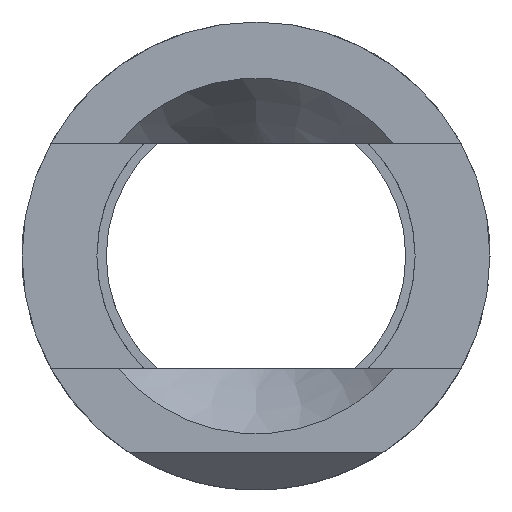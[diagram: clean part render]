
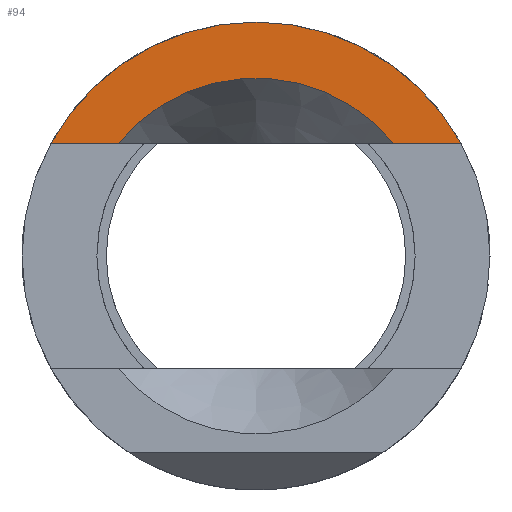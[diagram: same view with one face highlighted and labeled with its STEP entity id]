
A CAD part, left-side view. The second image highlights one B-rep face of the part: STEP entity #94.
In plain terms, the highlighted planar face has unit normal (-1, 0, 0).
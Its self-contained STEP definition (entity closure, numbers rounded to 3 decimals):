
#94 = ADVANCED_FACE( '', ( #210 ), #211, .F. );
#210 = FACE_OUTER_BOUND( '', #341, .T. );
#211 = PLANE( '', #342 );
#341 = EDGE_LOOP( '', ( #570, #571, #572, #573 ) );
#342 = AXIS2_PLACEMENT_3D( '', #574, #575, #576 );
#570 = ORIENTED_EDGE( '', *, *, #771, .T. );
#571 = ORIENTED_EDGE( '', *, *, #835, .T. );
#572 = ORIENTED_EDGE( '', *, *, #836, .F. );
#573 = ORIENTED_EDGE( '', *, *, #837, .T. );
#574 = CARTESIAN_POINT( '', ( -37.842, 12.5, 0. ) );
#575 = DIRECTION( '', ( 1., 0., 0. ) );
#576 = DIRECTION( '', ( 0., 0., -1. ) );
#771 = EDGE_CURVE( '', #900, #921, #923, .T. );
#835 = EDGE_CURVE( '', #921, #1023, #1024, .T. );
#836 = EDGE_CURVE( '', #1025, #1023, #1026, .T. );
#837 = EDGE_CURVE( '', #1025, #900, #1027, .T. );
#900 = VERTEX_POINT( '', #1152 );
#921 = VERTEX_POINT( '', #1178 );
#923 = CIRCLE( '', #1181, 12.5 );
#1023 = VERTEX_POINT( '', #1441 );
#1024 = LINE( '', #1442, #1443 );
#1025 = VERTEX_POINT( '', #1444 );
#1026 = CIRCLE( '', #1445, 9.5 );
#1027 = LINE( '', #1446, #1447 );
#1152 = CARTESIAN_POINT( '', ( -37.842, -10.952, 6.025 ) );
#1178 = CARTESIAN_POINT( '', ( -37.842, 10.952, 6.025 ) );
#1181 = AXIS2_PLACEMENT_3D( '', #1561, #1562, #1563 );
#1441 = CARTESIAN_POINT( '', ( -37.842, 7.345, 6.025 ) );
#1442 = CARTESIAN_POINT( '', ( -37.842, 12.5, 6.025 ) );
#1443 = VECTOR( '', #1643, 1000. );
#1444 = CARTESIAN_POINT( '', ( -37.842, -7.345, 6.025 ) );
#1445 = AXIS2_PLACEMENT_3D( '', #1644, #1645, #1646 );
#1446 = CARTESIAN_POINT( '', ( -37.842, 12.5, 6.025 ) );
#1447 = VECTOR( '', #1647, 1000. );
#1561 = CARTESIAN_POINT( '', ( -37.842, 0., 0. ) );
#1562 = DIRECTION( '', ( -1., 0., 0. ) );
#1563 = DIRECTION( '', ( 0., 0., 1. ) );
#1643 = DIRECTION( '', ( 0., -1., 0. ) );
#1644 = CARTESIAN_POINT( '', ( -37.842, 0., 0. ) );
#1645 = DIRECTION( '', ( -1., 0., 0. ) );
#1646 = DIRECTION( '', ( 0., 0., 1. ) );
#1647 = DIRECTION( '', ( 0., -1., 0. ) );
